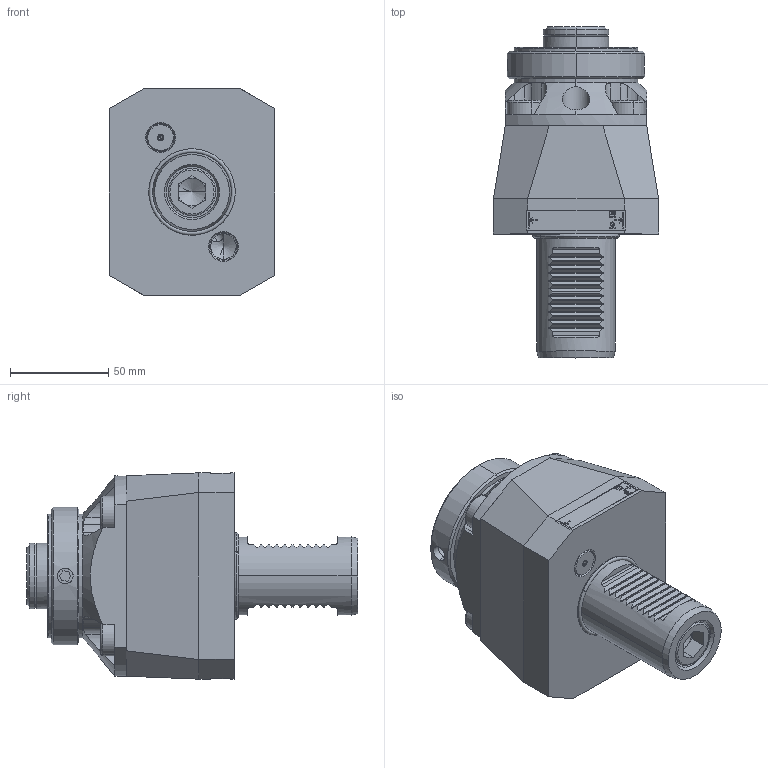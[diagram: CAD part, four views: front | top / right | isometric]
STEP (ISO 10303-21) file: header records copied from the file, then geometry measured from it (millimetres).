
FILE_DESCRIPTION (( 'STEP AP203' ), '1' );
FILE_NAME ('RER.HA6.VD4.095.STEP', '2024-08-20T13:36:36', ( '' ), ( '' ), 'SwSTEP 2.0', 'SolidWorks 2022', '' );
FILE_SCHEMA (( 'CONFIG_CONTROL_DESIGN' ));
Length unit declared in the file: millimetre
Products named in the file (25): U63.HA6.001.040; HA6-ER2.002.010; DIN 7984 - M12 x 20_DIN 7984 - M12 x 20 --- 20N; U63-HA6.001.040_D; VD4-ER1.014.010_A; VD4-ER1.040.066_B; ISO 13337 - 5 x 14_ISO13337 5x16; VD4-ER1.040.066; VD4-ER1.014.010; DIN 3771 - 17x2; DIN 3771 - 40x2; ISO 8734 - 5 x 12_PreviewCfg; ISO 4762 - M16 x 65; RER-HA6.VD4.095-11_A; HA6-ER1.001.000; Backe6; U63-ER1.001.014_A; HA6-ER3.003.014; Spindel6; Grundkörper1; DIN 3771 - 58x2.5; RER.HA6.VD4.095; Stift6; DIN 3771 - 11x1.5; Dichtung6
Assembly tree (28 placements, depth 4):
  RER.HA6.VD4.095
    RER-HA6.VD4.095-11_A
    VD4-ER1.040.066
      VD4-ER1.040.066_B
      ISO 4762 - M16 x 65
      ISO 8734 - 5 x 12_PreviewCfg
      DIN 3771 - 40x2
    U63.HA6.001.040
      U63-HA6.001.040_D
      HA6-ER3.003.014
      ISO 13337 - 5 x 14_ISO13337 5x16
      HA6-ER2.002.010
      U63-ER1.001.014_A
      DIN 3771 - 58x2.5
      DIN 7984 - M12 x 20_DIN 7984 - M12 x 20 --- 20N  x4
      HA6-ER1.001.000
        Grundkörper1
        Dichtung6
        Backe6  x2
        Spindel6
        Stift6
        DIN 3771 - 17x2
    VD4-ER1.014.010
      VD4-ER1.014.010_A
      DIN 3771 - 11x1.5
Bounding box: 84 x 168.95 x 105 mm (x, y, z)
Volume: 629076.9 mm3; surface area: 139702.7 mm2
Topology: 24 solids, 24 shells, 811 faces, 2022 edges, 1277 vertices
Faces by surface type: plane 332, cylinder 252, cone 159, torus 60, bspline 8
Entity records: 26788 total; most frequent: CARTESIAN_POINT 6545, DIRECTION 3721, ORIENTED_EDGE 3624, EDGE_CURVE 1812, AXIS2_PLACEMENT_3D 1422, VERTEX_POINT 1172, LINE 877, VECTOR 877
